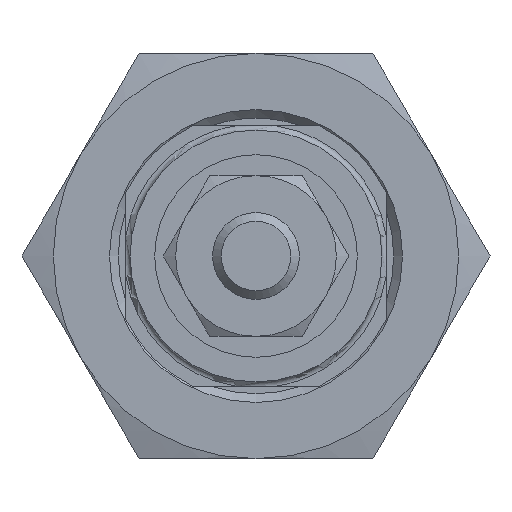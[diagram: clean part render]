
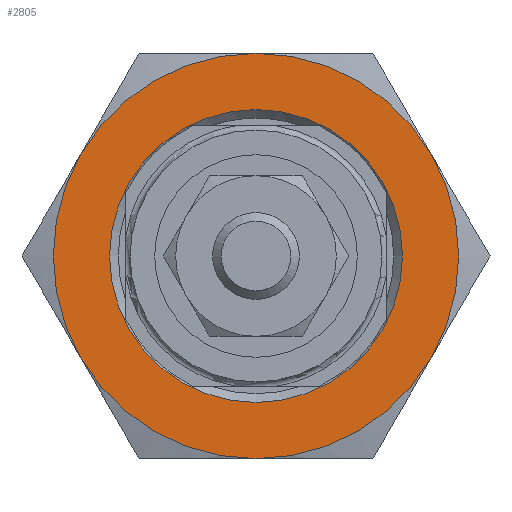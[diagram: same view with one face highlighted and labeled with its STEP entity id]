
A CAD part, left-side view. The second image highlights one B-rep face of the part: STEP entity #2805.
In plain terms, the highlighted planar face has unit normal (-1, 0, 0).
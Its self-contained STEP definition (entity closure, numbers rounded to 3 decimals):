
#1264=CARTESIAN_POINT('',(6.,0.0,5.059));
#1265=VERTEX_POINT('',#1264);
#1266=CARTESIAN_POINT('',(6.,0.0,0.0));
#1267=DIRECTION('',(-1.0,0.0,0.0));
#1268=DIRECTION('',(0.0,0.0,1.0));
#1269=AXIS2_PLACEMENT_3D('',#1266,#1267,#1268);
#1270=CIRCLE('',#1269,5.059);
#1271=EDGE_CURVE('',#1265,#1265,#1270,.T.);
#2428=CARTESIAN_POINT('',(6.,-6.062,3.5));
#2429=VERTEX_POINT('',#2428);
#2475=CARTESIAN_POINT('',(6.,0.,7.));
#2476=VERTEX_POINT('',#2475);
#2513=CARTESIAN_POINT('',(6.,-6.062,-3.5));
#2514=VERTEX_POINT('',#2513);
#2560=CARTESIAN_POINT('',(6.,0.,-7.));
#2561=VERTEX_POINT('',#2560);
#2607=CARTESIAN_POINT('',(6.,6.062,-3.5));
#2608=VERTEX_POINT('',#2607);
#2653=CARTESIAN_POINT('',(6.,6.062,3.5));
#2654=VERTEX_POINT('',#2653);
#2692=CARTESIAN_POINT('',(6.,0.0,0.0));
#2693=DIRECTION('',(-1.0,0.0,0.0));
#2694=DIRECTION('',(0.0,0.0,-1.0));
#2695=AXIS2_PLACEMENT_3D('',#2692,#2693,#2694);
#2696=CIRCLE('',#2695,7.);
#2697=EDGE_CURVE('',#2514,#2429,#2696,.T.);
#2710=CARTESIAN_POINT('',(6.,0.0,0.0));
#2711=DIRECTION('',(-1.0,0.0,0.0));
#2712=DIRECTION('',(0.0,0.0,-1.0));
#2713=AXIS2_PLACEMENT_3D('',#2710,#2711,#2712);
#2714=CIRCLE('',#2713,7.);
#2715=EDGE_CURVE('',#2429,#2476,#2714,.T.);
#2726=CARTESIAN_POINT('',(6.,0.0,0.0));
#2727=DIRECTION('',(-1.0,0.0,0.0));
#2728=DIRECTION('',(0.0,0.0,-1.0));
#2729=AXIS2_PLACEMENT_3D('',#2726,#2727,#2728);
#2730=CIRCLE('',#2729,7.);
#2731=EDGE_CURVE('',#2476,#2654,#2730,.T.);
#2743=CARTESIAN_POINT('',(6.,0.0,0.0));
#2744=DIRECTION('',(-1.0,0.0,0.0));
#2745=DIRECTION('',(0.0,0.0,-1.0));
#2746=AXIS2_PLACEMENT_3D('',#2743,#2744,#2745);
#2747=CIRCLE('',#2746,7.);
#2748=EDGE_CURVE('',#2561,#2514,#2747,.T.);
#2760=CARTESIAN_POINT('',(6.,0.0,0.0));
#2761=DIRECTION('',(-1.0,0.0,0.0));
#2762=DIRECTION('',(0.0,0.0,-1.0));
#2763=AXIS2_PLACEMENT_3D('',#2760,#2761,#2762);
#2764=CIRCLE('',#2763,7.);
#2765=EDGE_CURVE('',#2608,#2561,#2764,.T.);
#2777=CARTESIAN_POINT('',(6.,0.0,0.0));
#2778=DIRECTION('',(-1.0,0.0,0.0));
#2779=DIRECTION('',(0.0,0.0,-1.0));
#2780=AXIS2_PLACEMENT_3D('',#2777,#2778,#2779);
#2781=CIRCLE('',#2780,7.);
#2782=EDGE_CURVE('',#2654,#2608,#2781,.T.);
#2789=CARTESIAN_POINT('',(6.,-7.084,-7.084));
#2790=DIRECTION('',(1.0,0.0,0.0));
#2791=DIRECTION('',(0.0,0.0,-1.0));
#2792=AXIS2_PLACEMENT_3D('',#2789,#2790,#2791);
#2793=PLANE('',#2792);
#2794=ORIENTED_EDGE('',*,*,#2731,.T.);
#2795=ORIENTED_EDGE('',*,*,#2782,.T.);
#2796=ORIENTED_EDGE('',*,*,#2765,.T.);
#2797=ORIENTED_EDGE('',*,*,#2748,.T.);
#2798=ORIENTED_EDGE('',*,*,#2697,.T.);
#2799=ORIENTED_EDGE('',*,*,#2715,.T.);
#2800=EDGE_LOOP('',(#2794,#2795,#2796,#2797,#2798,#2799));
#2801=FACE_OUTER_BOUND('',#2800,.T.);
#2802=ORIENTED_EDGE('',*,*,#1271,.F.);
#2803=EDGE_LOOP('',(#2802));
#2804=FACE_BOUND('',#2803,.T.);
#2805=ADVANCED_FACE('',(#2801,#2804),#2793,.F.);
